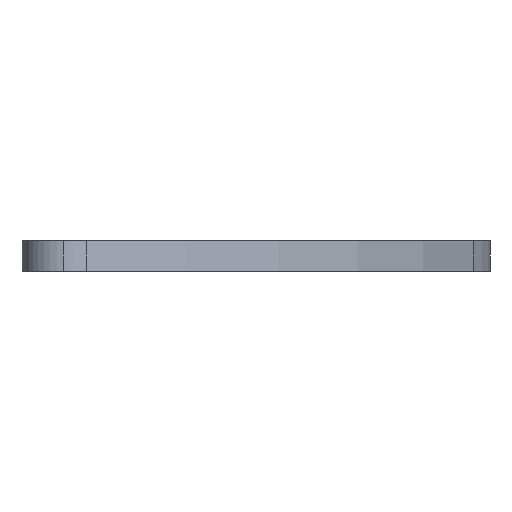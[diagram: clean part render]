
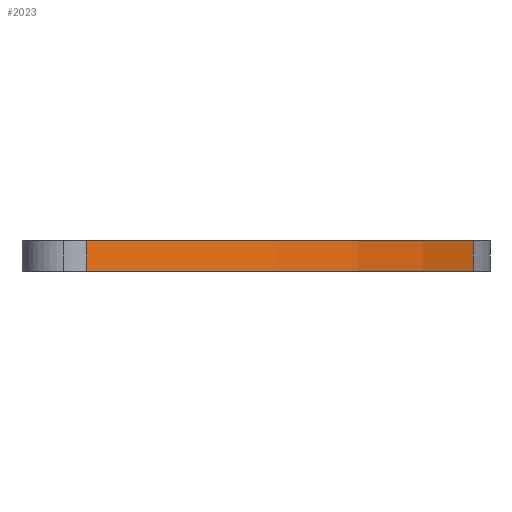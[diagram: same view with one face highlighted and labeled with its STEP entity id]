
A CAD part, left-side view. The second image highlights one B-rep face of the part: STEP entity #2023.
In plain terms, the highlighted cylindrical face has radius 147 mm (diameter 294 mm), a partial arc.
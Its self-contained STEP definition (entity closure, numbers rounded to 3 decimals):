
#101 = AXIS2_PLACEMENT_3D ( 'NONE', #2494, #638, #2249 ) ;
#149 = CIRCLE ( 'NONE', #101, 147. ) ;
#237 = ORIENTED_EDGE ( 'NONE', *, *, #2240, .F. ) ;
#254 = CARTESIAN_POINT ( 'NONE',  ( -54.224, -136.634, 6.35 ) ) ;
#318 = VERTEX_POINT ( 'NONE', #2709 ) ;
#355 = DIRECTION ( 'NONE',  ( 0., 0., -1. ) ) ;
#362 = AXIS2_PLACEMENT_3D ( 'NONE', #633, #2458, #2662 ) ;
#365 = CARTESIAN_POINT ( 'NONE',  ( 0., 0., 6.35 ) ) ;
#381 = AXIS2_PLACEMENT_3D ( 'NONE', #365, #355, #1304 ) ;
#420 = FACE_OUTER_BOUND ( 'NONE', #2007, .T. ) ;
#464 = VECTOR ( 'NONE', #1220, 1000. ) ;
#548 = DIRECTION ( 'NONE',  ( 0., 0., -1. ) ) ;
#625 = LINE ( 'NONE', #2645, #2623 ) ;
#633 = CARTESIAN_POINT ( 'NONE',  ( 0., 0., 6.35 ) ) ;
#638 = DIRECTION ( 'NONE',  ( 0., 0., 1. ) ) ;
#660 = VERTEX_POINT ( 'NONE', #1604 ) ;
#981 = CARTESIAN_POINT ( 'NONE',  ( -54.224, -136.634, 0. ) ) ;
#1220 = DIRECTION ( 'NONE',  ( 0., 0., -1. ) ) ;
#1304 = DIRECTION ( 'NONE',  ( -1., 0., 0. ) ) ;
#1344 = EDGE_CURVE ( 'NONE', #660, #2585, #149, .T. ) ;
#1475 = CIRCLE ( 'NONE', #362, 147. ) ;
#1603 = CARTESIAN_POINT ( 'NONE',  ( -54.224, -136.634, 6.35 ) ) ;
#1604 = CARTESIAN_POINT ( 'NONE',  ( -135.881, -56.084, 0. ) ) ;
#1633 = VERTEX_POINT ( 'NONE', #254 ) ;
#1820 = ORIENTED_EDGE ( 'NONE', *, *, #1344, .T. ) ;
#2007 = EDGE_LOOP ( 'NONE', ( #1820, #2944, #237, #2745 ) ) ;
#2023 = ADVANCED_FACE ( 'NONE', ( #420 ), #2929, .T. ) ;
#2044 = LINE ( 'NONE', #1603, #464 ) ;
#2240 = EDGE_CURVE ( 'NONE', #318, #1633, #1475, .T. ) ;
#2249 = DIRECTION ( 'NONE',  ( -1., 0., 0. ) ) ;
#2458 = DIRECTION ( 'NONE',  ( 0., 0., 1. ) ) ;
#2489 = EDGE_CURVE ( 'NONE', #1633, #2585, #2044, .T. ) ;
#2494 = CARTESIAN_POINT ( 'NONE',  ( 0., 0., 0. ) ) ;
#2585 = VERTEX_POINT ( 'NONE', #981 ) ;
#2623 = VECTOR ( 'NONE', #548, 1000. ) ;
#2645 = CARTESIAN_POINT ( 'NONE',  ( -135.881, -56.084, 6.35 ) ) ;
#2662 = DIRECTION ( 'NONE',  ( -1., 0., 0. ) ) ;
#2709 = CARTESIAN_POINT ( 'NONE',  ( -135.881, -56.084, 6.35 ) ) ;
#2745 = ORIENTED_EDGE ( 'NONE', *, *, #2919, .T. ) ;
#2919 = EDGE_CURVE ( 'NONE', #318, #660, #625, .T. ) ;
#2929 = CYLINDRICAL_SURFACE ( 'NONE', #381, 147. ) ;
#2944 = ORIENTED_EDGE ( 'NONE', *, *, #2489, .F. ) ;
